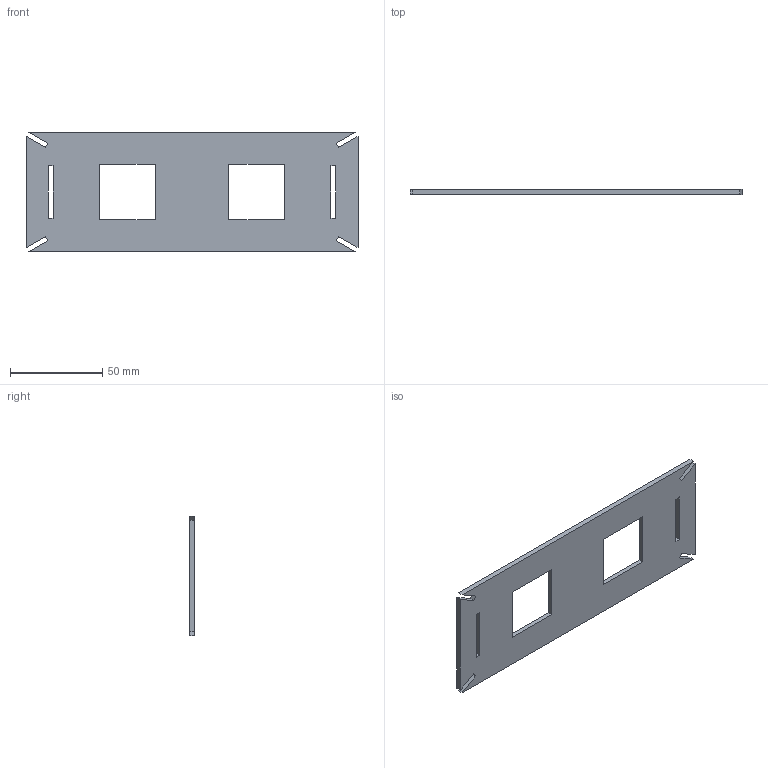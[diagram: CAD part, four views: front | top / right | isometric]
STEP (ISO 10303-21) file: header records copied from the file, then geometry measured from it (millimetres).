
FILE_DESCRIPTION(/* description */ (''),/* implementation_level */ '2;1');
FILE_NAME(/* name */ 'top.stp',/* time_stamp */ '2020-03-09T20:47:33+09:00',/* author */ ('k0522'),/* organization */ (''),/* preprocessor_version */ 'ST-DEVELOPER v18',/* originating_system */ 'Autodesk Inventor 2020',/* authorisation */ '');
FILE_SCHEMA (('AUTOMOTIVE_DESIGN { 1 0 10303 214 3 1 1 }'));
Length unit declared in the file: millimetre
Products named in the file (1): top_2
Bounding box: 180 x 2.7 x 65 mm (x, y, z)
Volume: 25950.4 mm3; surface area: 21776.9 mm2
Topology: 1 solids, 1 shells, 34 faces, 96 edges, 64 vertices
Faces by surface type: plane 34
Entity records: 1137 total; most frequent: CARTESIAN_POINT 195, ORIENTED_EDGE 192, DIRECTION 166, LINE 96, VECTOR 96, EDGE_CURVE 96, VERTEX_POINT 64, EDGE_LOOP 42
